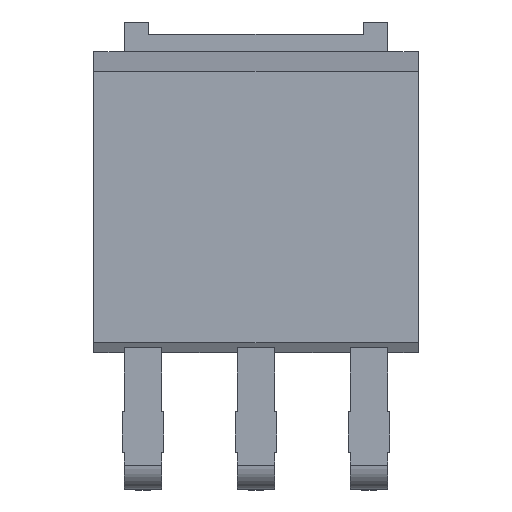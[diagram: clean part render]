
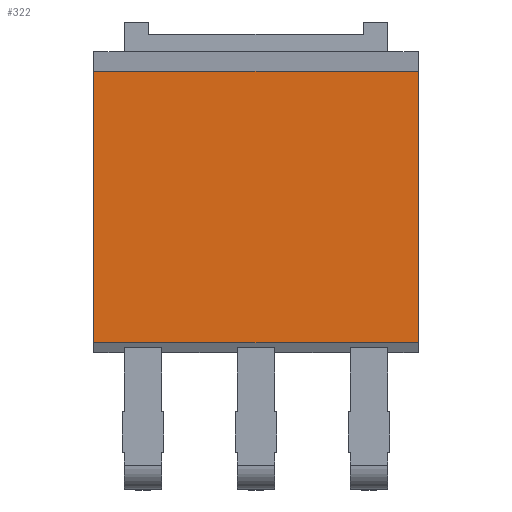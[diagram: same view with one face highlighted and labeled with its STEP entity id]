
A CAD part, top view. The second image highlights one B-rep face of the part: STEP entity #322.
In plain terms, the highlighted planar face has unit normal (0, 0, 1).
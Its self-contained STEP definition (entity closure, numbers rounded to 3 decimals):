
#45=DIRECTION('',(0.,1.,0.));
#59=VECTOR('',#45,1.);
#119=VECTOR('',#120,1.);
#120=DIRECTION('',(1.,0.,0.));
#238=EDGE_CURVE('',#239,#241,#243,.T.);
#239=VERTEX_POINT('',#240);
#240=CARTESIAN_POINT('',(-0.998,8.225,2.3));
#241=VERTEX_POINT('',#242);
#242=CARTESIAN_POINT('',(5.578,8.225,2.3));
#243=LINE('',#240,#119);
#295=VERTEX_POINT('',#296);
#296=CARTESIAN_POINT('',(5.578,2.725,2.3));
#300=ORIENTED_EDGE('',*,*,#301,.T.);
#301=EDGE_CURVE('',#295,#241,#302,.T.);
#302=LINE('',#296,#59);
#322=ADVANCED_FACE('',(#323),#334,.T.);
#323=FACE_BOUND('',#324,.T.);
#324=EDGE_LOOP('',(#325,#300,#330,#331));
#325=ORIENTED_EDGE('',*,*,#326,.T.);
#326=EDGE_CURVE('',#327,#295,#329,.T.);
#327=VERTEX_POINT('',#328);
#328=CARTESIAN_POINT('',(-0.998,2.725,2.3));
#329=LINE('',#328,#119);
#330=ORIENTED_EDGE('',*,*,#238,.F.);
#331=ORIENTED_EDGE('',*,*,#332,.F.);
#332=EDGE_CURVE('',#327,#239,#333,.T.);
#333=LINE('',#328,#59);
#334=PLANE('',#335);
#335=AXIS2_PLACEMENT_3D('',#328,#336,#45);
#336=DIRECTION('',(0.,0.,1.));
